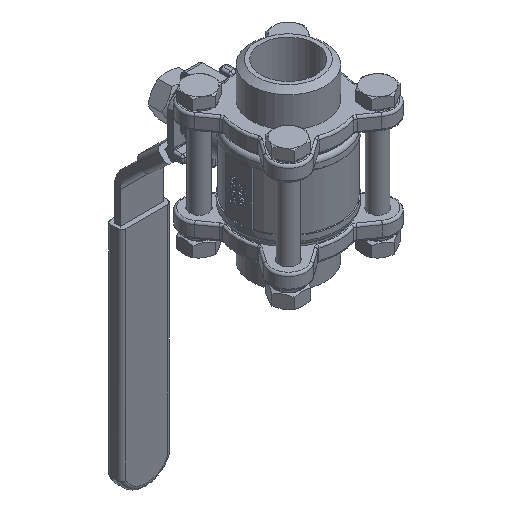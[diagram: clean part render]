
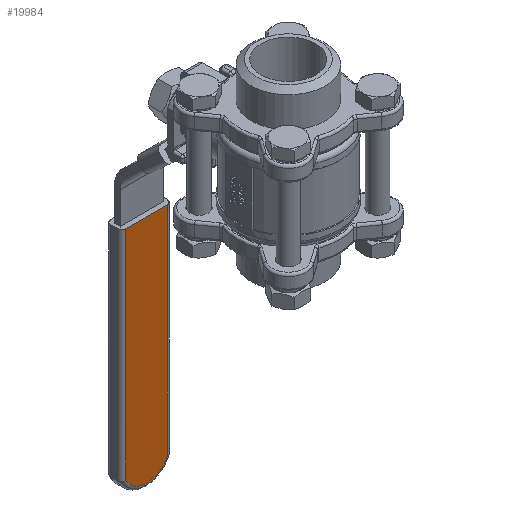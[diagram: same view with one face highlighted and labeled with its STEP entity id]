
A CAD part, isometric view. The second image highlights one B-rep face of the part: STEP entity #19984.
In plain terms, the highlighted planar face has unit normal (0, -1, 0).
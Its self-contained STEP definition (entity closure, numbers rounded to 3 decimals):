
#927=PLANE('',#21301);
#2687=FACE_OUTER_BOUND('',#3877,.T.);
#3877=EDGE_LOOP('',(#16707,#16708,#16709,#16710));
#5308=LINE('',#35885,#6730);
#5309=LINE('',#35921,#6731);
#5311=LINE('',#35926,#6733);
#6730=VECTOR('',#24982,10.);
#6731=VECTOR('',#24991,10.);
#6733=VECTOR('',#24997,10.);
#7420=CIRCLE('',#21298,10.5);
#9036=VERTEX_POINT('',#35882);
#9037=VERTEX_POINT('',#35884);
#9039=VERTEX_POINT('',#35903);
#9040=VERTEX_POINT('',#35920);
#11640=EDGE_CURVE('',#9036,#9037,#5308,.T.);
#11643=EDGE_CURVE('',#9037,#9039,#7420,.T.);
#11645=EDGE_CURVE('',#9039,#9040,#5309,.T.);
#11648=EDGE_CURVE('',#9040,#9036,#5311,.T.);
#16707=ORIENTED_EDGE('',*,*,#11645,.F.);
#16708=ORIENTED_EDGE('',*,*,#11643,.F.);
#16709=ORIENTED_EDGE('',*,*,#11640,.F.);
#16710=ORIENTED_EDGE('',*,*,#11648,.F.);
#19984=ADVANCED_FACE('',(#2687),#927,.F.);
#21298=AXIS2_PLACEMENT_3D('',#35904,#24987,#24988);
#21301=AXIS2_PLACEMENT_3D('',#35925,#24995,#24996);
#24982=DIRECTION('',(0.,0.,-1.));
#24987=DIRECTION('center_axis',(0.,1.,0.));
#24988=DIRECTION('ref_axis',(0.,0.,
-1.));
#24991=DIRECTION('',(0.,0.,1.));
#24995=DIRECTION('center_axis',(0.,1.,0.));
#24996=DIRECTION('ref_axis',(0.,0.,-1.));
#24997=DIRECTION('',(1.,0.,0.));
#35882=CARTESIAN_POINT('',(9.5,65.,-54.));
#35884=CARTESIAN_POINT('',(9.5,65.,-153.972));
#35885=CARTESIAN_POINT('',(9.5,65.,-79.208));
#35903=CARTESIAN_POINT('',(-9.5,65.,-153.972));
#35904=CARTESIAN_POINT('Origin',(0.,65.,-149.5));
#35920=CARTESIAN_POINT('',(-9.5,65.,-54.));
#35921=CARTESIAN_POINT('',(-9.5,65.,-129.407));
#35925=CARTESIAN_POINT('Origin',(0.,65.,-104.416));
#35926=CARTESIAN_POINT('',(-11.5,65.,-54.));
